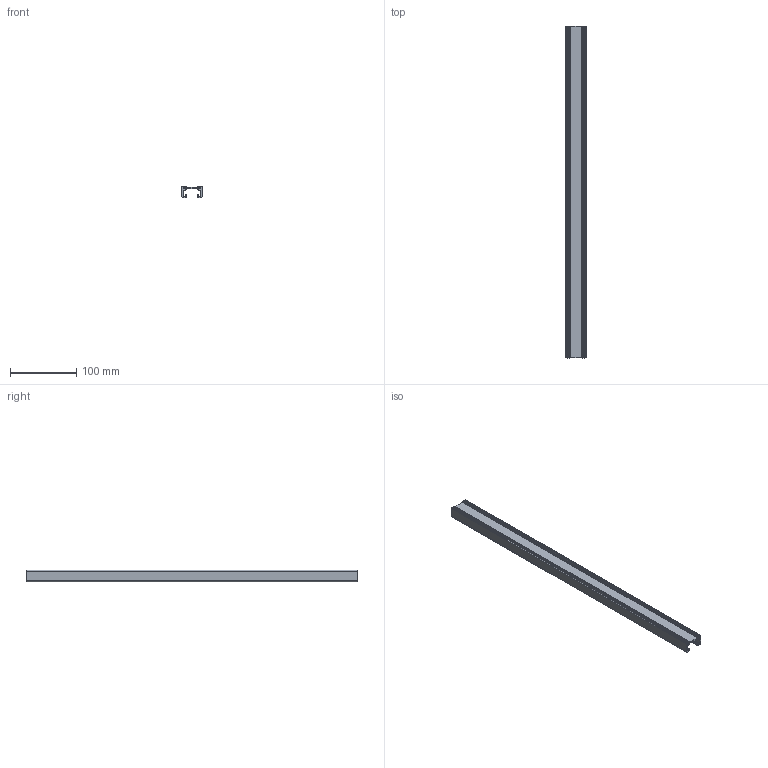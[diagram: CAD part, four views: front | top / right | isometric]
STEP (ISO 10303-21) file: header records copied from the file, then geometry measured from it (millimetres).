
FILE_DESCRIPTION (( 'STEP AP203' ), '1' );
FILE_NAME ('Ñ-ïðîôèëü 500 ìì.STEP', '2025-05-06T13:45:42', ( '' ), ( '' ), 'SwSTEP 2.0', 'SolidWorks 2022', '' );
FILE_SCHEMA (( 'CONFIG_CONTROL_DESIGN' ));
Length unit declared in the file: millimetre
Products named in the file (1): С-профиль 500 мм
Bounding box: 31 x 500 x 17 mm (x, y, z)
Volume: 81028.9 mm3; surface area: 79580.6 mm2
Topology: 1 solids, 1 shells, 74 faces, 216 edges, 144 vertices
Faces by surface type: cylinder 42, plane 32
Entity records: 2561 total; most frequent: DIRECTION 450, CARTESIAN_POINT 435, ORIENTED_EDGE 432, EDGE_CURVE 216, AXIS2_PLACEMENT_3D 159, VERTEX_POINT 144, VECTOR 132, LINE 132
